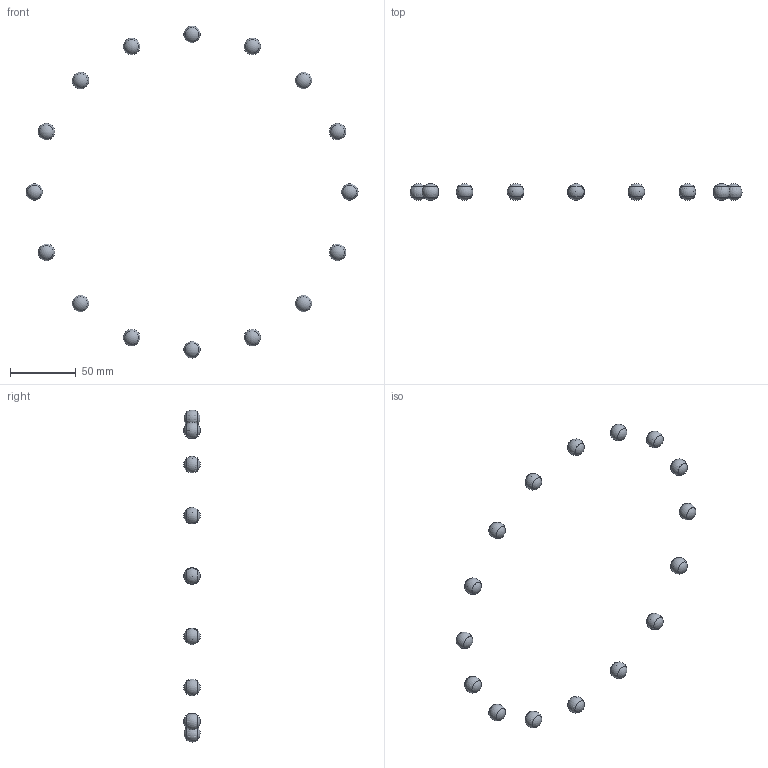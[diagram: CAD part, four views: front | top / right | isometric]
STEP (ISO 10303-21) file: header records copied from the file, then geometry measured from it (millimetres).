
FILE_DESCRIPTION(/* description */ (''),/* implementation_level */ '2;1');
FILE_NAME(/* name */ '26_Collana_di_Sfere_ipt_75d908bd.STEP',/* time_stamp */ '2020-02-10T12:18:23+01:00',/* author */ ('socci'),/* organization */ (''),/* preprocessor_version */ 'ST-DEVELOPER v18',/* originating_system */ 'Autodesk Inventor 2020',/* authorisation */ '');
FILE_SCHEMA (('AUTOMOTIVE_DESIGN { 1 0 10303 214 3 1 1 }'));
Length unit declared in the file: millimetre
Products named in the file (1): Parte1
Bounding box: 252.7 x 12.7 x 252.7 mm (x, y, z)
Volume: 17160.4 mm3; surface area: 13133.9 mm2
Topology: 48 solids, 48 shells, 112 faces, 158 edges, 126 vertices
Faces by surface type: plane 64, sphere 48
Entity records: 2378 total; most frequent: DIRECTION 478, CARTESIAN_POINT 365, ORIENTED_EDGE 252, AXIS2_PLACEMENT_3D 239, EDGE_LOOP 128, CIRCLE 126, VERTEX_POINT 126, EDGE_CURVE 126
